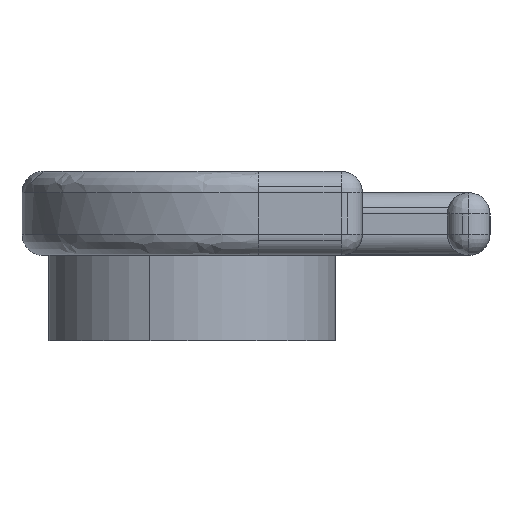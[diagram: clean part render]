
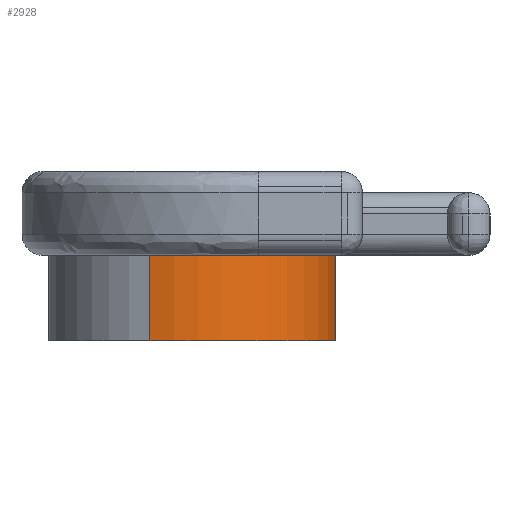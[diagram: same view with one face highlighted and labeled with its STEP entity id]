
A CAD part, front view. The second image highlights one B-rep face of the part: STEP entity #2928.
In plain terms, the highlighted cylindrical face has radius 6.75 mm (diameter 13.5 mm), a partial arc.
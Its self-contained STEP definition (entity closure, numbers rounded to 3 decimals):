
#2887=CARTESIAN_POINT('',(-3.,-15.825,-3.17));
#2888=DIRECTION('',(0.0,0.0,1.0));
#2889=DIRECTION('',(0.294,0.956,0.0));
#2890=AXIS2_PLACEMENT_3D('',#2887,#2888,#2889);
#2891=CYLINDRICAL_SURFACE('',#2890,6.75);
#2892=CARTESIAN_POINT('',(-4.983,-22.277,0.03));
#2893=VERTEX_POINT('',#2892);
#2894=CARTESIAN_POINT('',(-4.983,-22.277,-3.97));
#2895=VERTEX_POINT('',#2894);
#2896=CARTESIAN_POINT('',(-4.983,-22.277,0.03));
#2897=DIRECTION('',(0.,0.,-1.0));
#2898=VECTOR('',#2897,4.);
#2899=LINE('',#2896,#2898);
#2900=EDGE_CURVE('',#2893,#2895,#2899,.T.);
#2901=ORIENTED_EDGE('',*,*,#2900,.T.);
#2902=CARTESIAN_POINT('',(3.75,-15.825,-3.97));
#2903=VERTEX_POINT('',#2902);
#2904=CARTESIAN_POINT('',(-3.,-15.825,-3.97));
#2905=DIRECTION('',(0.,0.,1.));
#2906=DIRECTION('',(-1.,0.,0.));
#2907=AXIS2_PLACEMENT_3D('',#2904,#2905,#2906);
#2908=CIRCLE('',#2907,6.75);
#2909=EDGE_CURVE('',#2895,#2903,#2908,.T.);
#2910=ORIENTED_EDGE('',*,*,#2909,.T.);
#2911=CARTESIAN_POINT('',(3.75,-15.825,0.03));
#2912=VERTEX_POINT('',#2911);
#2913=CARTESIAN_POINT('',(3.75,-15.825,-3.97));
#2914=DIRECTION('',(0.0,0.0,1.0));
#2915=VECTOR('',#2914,4.);
#2916=LINE('',#2913,#2915);
#2917=EDGE_CURVE('',#2903,#2912,#2916,.T.);
#2918=ORIENTED_EDGE('',*,*,#2917,.T.);
#2919=CARTESIAN_POINT('',(-3.,-15.825,0.03));
#2920=DIRECTION('',(0.0,0.0,-1.0));
#2921=DIRECTION('',(1.0,0.0,0.0));
#2922=AXIS2_PLACEMENT_3D('',#2919,#2920,#2921);
#2923=CIRCLE('',#2922,6.75);
#2924=EDGE_CURVE('',#2912,#2893,#2923,.T.);
#2925=ORIENTED_EDGE('',*,*,#2924,.T.);
#2926=EDGE_LOOP('',(#2901,#2910,#2918,#2925));
#2927=FACE_OUTER_BOUND('',#2926,.T.);
#2928=ADVANCED_FACE('',(#2927),#2891,.T.);
